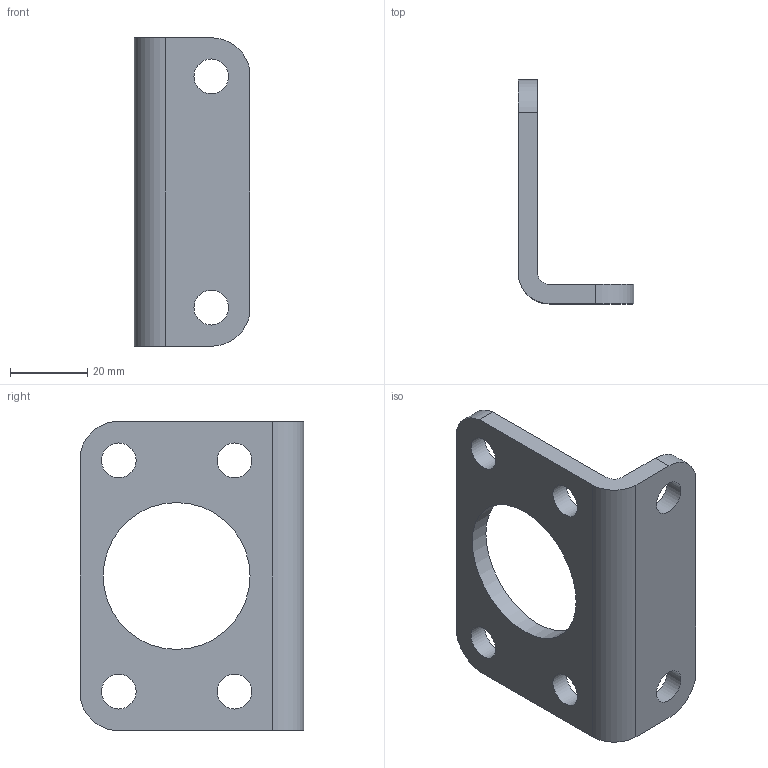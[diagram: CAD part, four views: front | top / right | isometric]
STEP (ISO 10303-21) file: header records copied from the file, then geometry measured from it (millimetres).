
FILE_DESCRIPTION(/* description */ ('STEP AP214'),/* implementation_level */ '2;1');
FILE_NAME(/* name */ '161859_CRFV-40',/* time_stamp */ '2024-08-01T14:21:33+02:00',/* author */ ('License CC BY-ND 4.0'),/* organization */ ('CADENAS'),/* preprocessor_version */ 'ST-DEVELOPER v19.3',/* originating_system */ 'PARTsolutions',/* authorisation */ ' ');
FILE_SCHEMA (('AUTOMOTIVE_DESIGN {1 0 10303 214 3 1 1}'));
Length unit declared in the file: millimetre
Products named in the file (1): 161859 CRFV-40
Bounding box: 30 x 58 x 80 mm (x, y, z)
Volume: 24244.6 mm3; surface area: 12668 mm2
Topology: 1 solids, 1 shells, 21 faces, 64 edges, 45 vertices
Faces by surface type: cylinder 13, plane 8
Full cylindrical faces by diameter (mm): 9 x6, 38.1 x1
Entity records: 700 total; most frequent: DIRECTION 120, CARTESIAN_POINT 110, ORIENTED_EDGE 100, EDGE_CURVE 50, AXIS2_PLACEMENT_3D 48, EDGE_LOOP 42, FACE_BOUND 42, VERTEX_POINT 38
